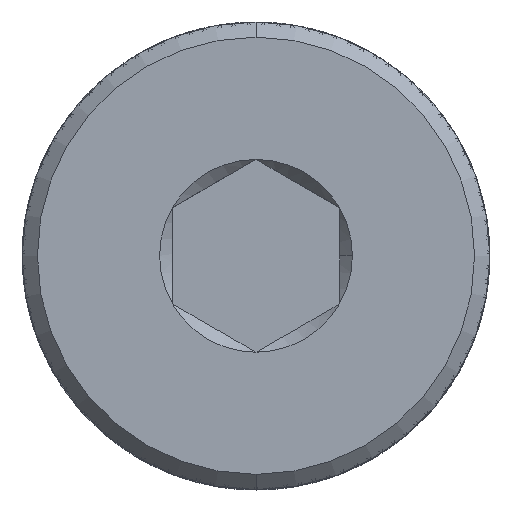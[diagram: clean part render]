
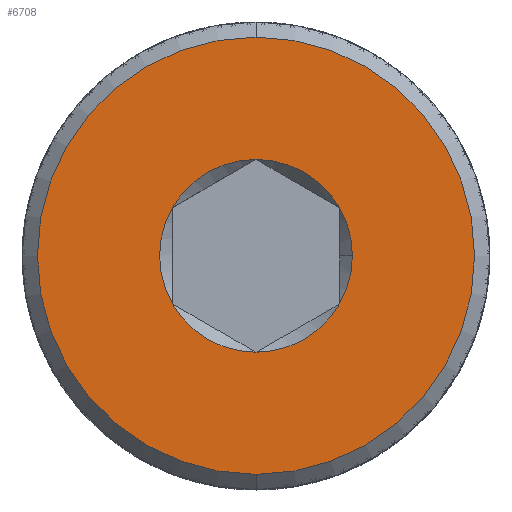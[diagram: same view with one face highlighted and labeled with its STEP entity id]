
A CAD part, top view. The second image highlights one B-rep face of the part: STEP entity #6708.
In plain terms, the highlighted planar face has unit normal (0, 0, 1).
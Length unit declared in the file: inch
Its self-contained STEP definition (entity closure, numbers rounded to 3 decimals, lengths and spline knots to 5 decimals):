
#41 = VERTEX_POINT ( 'NONE', #8081 ) ;
#85 = CIRCLE ( 'NONE', #12970, 0.20453 ) ;
#735 = CARTESIAN_POINT ( 'NONE',  ( 0.07812, -0.04511, 0. ) ) ;
#929 = VERTEX_POINT ( 'NONE', #4747 ) ;
#989 = DIRECTION ( 'NONE',  ( 0., 0., 1. ) ) ;
#1019 = CIRCLE ( 'NONE', #7447, 0.09021 ) ;
#1313 = ORIENTED_EDGE ( 'NONE', *, *, #6744, .F. ) ;
#1591 = ORIENTED_EDGE ( 'NONE', *, *, #10817, .F. ) ;
#1777 = EDGE_CURVE ( 'NONE', #4366, #7063, #8948, .T. ) ;
#1995 = ORIENTED_EDGE ( 'NONE', *, *, #9207, .T. ) ;
#2263 = FACE_BOUND ( 'NONE', #2273, .T. ) ;
#2273 = EDGE_LOOP ( 'NONE', ( #1313, #8528, #8903, #3001, #5164, #5420, #1591 ) ) ;
#2584 = AXIS2_PLACEMENT_3D ( 'NONE', #6535, #13966, #7600 ) ;
#2749 = CARTESIAN_POINT ( 'NONE',  ( -0.07812, -0.04511, 0. ) ) ;
#2846 = DIRECTION ( 'NONE',  ( 1., 0., 0. ) ) ;
#2953 = CARTESIAN_POINT ( 'NONE',  ( 0., 0., 0. ) ) ;
#2995 = DIRECTION ( 'NONE',  ( 0., 0., 1. ) ) ;
#3001 = ORIENTED_EDGE ( 'NONE', *, *, #3545, .F. ) ;
#3005 = CARTESIAN_POINT ( 'NONE',  ( 0., 0., 0. ) ) ;
#3050 = DIRECTION ( 'NONE',  ( 0., 0., 1. ) ) ;
#3052 = AXIS2_PLACEMENT_3D ( 'NONE', #11291, #4794, #12376 ) ;
#3055 = DIRECTION ( 'NONE',  ( 0., -1., 0. ) ) ;
#3545 = EDGE_CURVE ( 'NONE', #12245, #13029, #1019, .T. ) ;
#3753 = CIRCLE ( 'NONE', #3052, 0.09021 ) ;
#3866 = CARTESIAN_POINT ( 'NONE',  ( 0., -0.20453, 0. ) ) ;
#4061 = CARTESIAN_POINT ( 'NONE',  ( 0., 0., 0. ) ) ;
#4192 = PLANE ( 'NONE',  #6270 ) ;
#4366 = VERTEX_POINT ( 'NONE', #6776 ) ;
#4494 = AXIS2_PLACEMENT_3D ( 'NONE', #5277, #5327, #5393 ) ;
#4676 = CARTESIAN_POINT ( 'NONE',  ( 0., 0., 0. ) ) ;
#4747 = CARTESIAN_POINT ( 'NONE',  ( 0., -0.09021, 0. ) ) ;
#4794 = DIRECTION ( 'NONE',  ( 0., 0., 1. ) ) ;
#5024 = EDGE_CURVE ( 'NONE', #12655, #12245, #13802, .T. ) ;
#5164 = ORIENTED_EDGE ( 'NONE', *, *, #5024, .F. ) ;
#5168 = DIRECTION ( 'NONE',  ( 1., 0., 0. ) ) ;
#5277 = CARTESIAN_POINT ( 'NONE',  ( 0., 0., 0. ) ) ;
#5327 = DIRECTION ( 'NONE',  ( 0., 0., 1. ) ) ;
#5345 = DIRECTION ( 'NONE',  ( 0., -1., 0. ) ) ;
#5393 = DIRECTION ( 'NONE',  ( 1., 0., 0. ) ) ;
#5420 = ORIENTED_EDGE ( 'NONE', *, *, #6325, .F. ) ;
#5768 = DIRECTION ( 'NONE',  ( 0., -1., 0. ) ) ;
#5848 = CARTESIAN_POINT ( 'NONE',  ( 0., 0., 0. ) ) ;
#5965 = CIRCLE ( 'NONE', #2584, 0.09021 ) ;
#6215 = ORIENTED_EDGE ( 'NONE', *, *, #1777, .T. ) ;
#6270 = AXIS2_PLACEMENT_3D ( 'NONE', #10747, #11836, #5345 ) ;
#6325 = EDGE_CURVE ( 'NONE', #41, #12655, #12169, .T. ) ;
#6386 = EDGE_LOOP ( 'NONE', ( #6215, #1995 ) ) ;
#6458 = AXIS2_PLACEMENT_3D ( 'NONE', #3005, #3050, #3055 ) ;
#6535 = CARTESIAN_POINT ( 'NONE',  ( 0., 0., 0. ) ) ;
#6708 = ADVANCED_FACE ( 'NONE', ( #2263, #8096 ), #4192, .T. ) ;
#6744 = EDGE_CURVE ( 'NONE', #929, #12136, #9765, .T. ) ;
#6776 = CARTESIAN_POINT ( 'NONE',  ( 0., 0.20453, 0. ) ) ;
#6802 = CARTESIAN_POINT ( 'NONE',  ( -0.07812, 0.04511, 0. ) ) ;
#6936 = DIRECTION ( 'NONE',  ( 1., 0., 0. ) ) ;
#6976 = AXIS2_PLACEMENT_3D ( 'NONE', #7571, #989, #8652 ) ;
#7063 = VERTEX_POINT ( 'NONE', #3866 ) ;
#7447 = AXIS2_PLACEMENT_3D ( 'NONE', #2953, #2995, #2846 ) ;
#7571 = CARTESIAN_POINT ( 'NONE',  ( 0., 0., 0. ) ) ;
#7600 = DIRECTION ( 'NONE',  ( 1., 0., 0. ) ) ;
#8081 = CARTESIAN_POINT ( 'NONE',  ( 0.09021, 0., 0. ) ) ;
#8096 = FACE_OUTER_BOUND ( 'NONE', #6386, .T. ) ;
#8328 = CARTESIAN_POINT ( 'NONE',  ( 0.07812, 0.04511, 0. ) ) ;
#8528 = ORIENTED_EDGE ( 'NONE', *, *, #11090, .F. ) ;
#8652 = DIRECTION ( 'NONE',  ( 1., 0., 0. ) ) ;
#8663 = CARTESIAN_POINT ( 'NONE',  ( 0., 0.09021, 0. ) ) ;
#8903 = ORIENTED_EDGE ( 'NONE', *, *, #11825, .F. ) ;
#8948 = CIRCLE ( 'NONE', #6458, 0.20453 ) ;
#9207 = EDGE_CURVE ( 'NONE', #7063, #4366, #85, .T. ) ;
#9765 = CIRCLE ( 'NONE', #6976, 0.09021 ) ;
#9999 = CIRCLE ( 'NONE', #10983, 0.09021 ) ;
#10550 = VERTEX_POINT ( 'NONE', #2749 ) ;
#10747 = CARTESIAN_POINT ( 'NONE',  ( 0., 0., 0. ) ) ;
#10817 = EDGE_CURVE ( 'NONE', #12136, #41, #5965, .T. ) ;
#10983 = AXIS2_PLACEMENT_3D ( 'NONE', #5848, #13364, #6936 ) ;
#11090 = EDGE_CURVE ( 'NONE', #10550, #929, #3753, .T. ) ;
#11291 = CARTESIAN_POINT ( 'NONE',  ( 0., 0., 0. ) ) ;
#11660 = DIRECTION ( 'NONE',  ( 0., 0., 1. ) ) ;
#11825 = EDGE_CURVE ( 'NONE', #13029, #10550, #9999, .T. ) ;
#11836 = DIRECTION ( 'NONE',  ( 0., 0., 1. ) ) ;
#12136 = VERTEX_POINT ( 'NONE', #735 ) ;
#12169 = CIRCLE ( 'NONE', #12606, 0.09021 ) ;
#12245 = VERTEX_POINT ( 'NONE', #8663 ) ;
#12258 = DIRECTION ( 'NONE',  ( 0., 0., 1. ) ) ;
#12376 = DIRECTION ( 'NONE',  ( 1., 0., 0. ) ) ;
#12606 = AXIS2_PLACEMENT_3D ( 'NONE', #4061, #11660, #5168 ) ;
#12655 = VERTEX_POINT ( 'NONE', #8328 ) ;
#12970 = AXIS2_PLACEMENT_3D ( 'NONE', #4676, #12258, #5768 ) ;
#13029 = VERTEX_POINT ( 'NONE', #6802 ) ;
#13364 = DIRECTION ( 'NONE',  ( 0., 0., 1. ) ) ;
#13802 = CIRCLE ( 'NONE', #4494, 0.09021 ) ;
#13966 = DIRECTION ( 'NONE',  ( 0., 0., 1. ) ) ;
